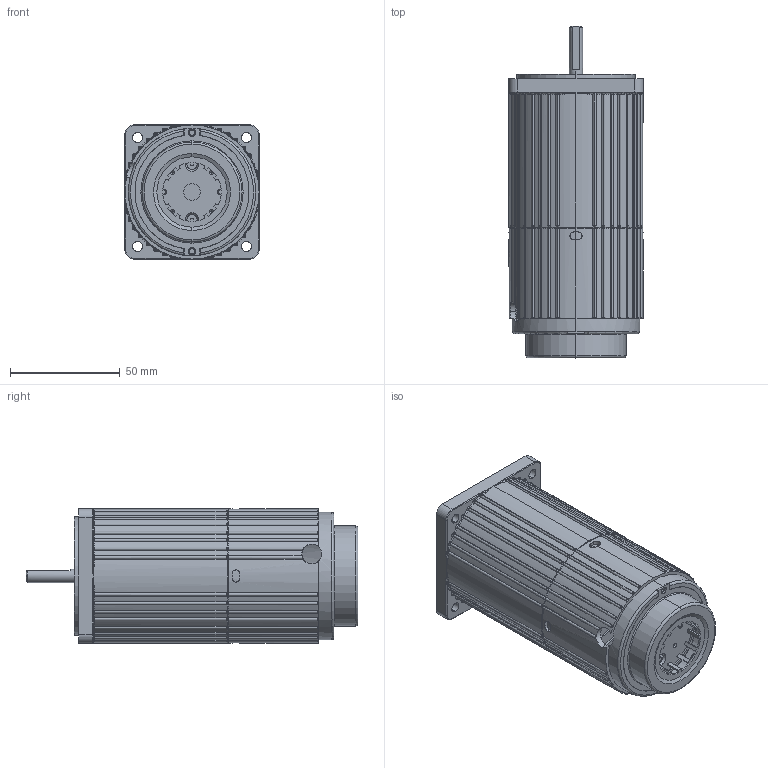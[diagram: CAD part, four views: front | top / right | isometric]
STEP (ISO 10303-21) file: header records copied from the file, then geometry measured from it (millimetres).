
FILE_DESCRIPTION (( 'STEP AP203' ), '1' );
FILE_NAME ('2IK6RA-M.STEP', '2020-01-07T02:54:09', ( 'Sky123.Org' ), ( 'Sky123.Org' ), 'SwSTEP 2.0', 'SolidWorks 2014', '' );
FILE_SCHEMA (( 'CONFIG_CONTROL_DESIGN' ));
Length unit declared in the file: millimetre
Products named in the file (4): 2IK6A-M; 60刹车罩壳-机壳车制; 测速线圈外壳6W专用; 2IK6RA-M
Assembly tree (3 placements, depth 2):
  2IK6RA-M
    2IK6A-M
    60刹车罩壳-机壳车制
    测速线圈外壳6W专用
Bounding box: 61 x 151 x 61 mm (x, y, z)
Volume: 250013.4 mm3; surface area: 55631.9 mm2
Topology: 3 solids, 3 shells, 677 faces, 1783 edges, 1101 vertices
Faces by surface type: cylinder 259, plane 166, torus 163, bspline 51, cone 36, sphere 2
Entity records: 23611 total; most frequent: CARTESIAN_POINT 6428, DIRECTION 3729, ORIENTED_EDGE 3530, EDGE_CURVE 1765, AXIS2_PLACEMENT_3D 1609, VERTEX_POINT 1101, CIRCLE 977, EDGE_LOOP 732
